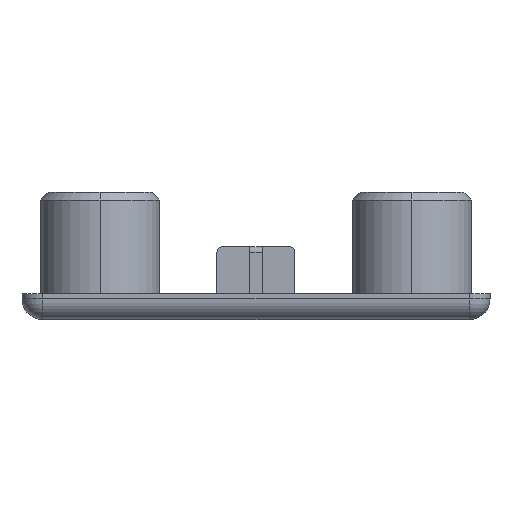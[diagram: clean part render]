
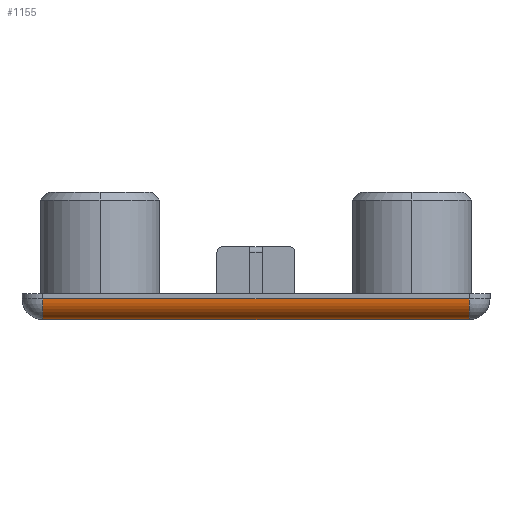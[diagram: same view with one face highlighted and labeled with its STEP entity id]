
A CAD part, left-side view. The second image highlights one B-rep face of the part: STEP entity #1155.
In plain terms, the highlighted cylindrical face has radius 2 mm (diameter 4 mm), a partial arc.
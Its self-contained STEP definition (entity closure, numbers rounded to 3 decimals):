
#43 = EDGE_CURVE ( 'NONE', #330, #2356, #466, .T. ) ;
#50 = ORIENTED_EDGE ( 'NONE', *, *, #1678, .T. ) ;
#67 = DIRECTION ( 'NONE',  ( 0., 0., 1. ) ) ;
#83 = CYLINDRICAL_SURFACE ( 'NONE', #1108, 2. ) ;
#121 = DIRECTION ( 'NONE',  ( 0., 0., -1. ) ) ;
#164 = CARTESIAN_POINT ( 'NONE',  ( -43., 22.5, 0. ) ) ;
#188 = CARTESIAN_POINT ( 'NONE',  ( -43., 20.5, 0. ) ) ;
#330 = VERTEX_POINT ( 'NONE', #815 ) ;
#426 = VECTOR ( 'NONE', #2066, 1000. ) ;
#465 = DIRECTION ( 'NONE',  ( 0., -1., 0. ) ) ;
#466 = CIRCLE ( 'NONE', #2037, 2. ) ;
#484 = CARTESIAN_POINT ( 'NONE',  ( -43., -20.5, 0. ) ) ;
#520 = VERTEX_POINT ( 'NONE', #1331 ) ;
#578 = ORIENTED_EDGE ( 'NONE', *, *, #43, .F. ) ;
#624 = EDGE_CURVE ( 'NONE', #520, #330, #2266, .T. ) ;
#796 = EDGE_LOOP ( 'NONE', ( #50, #2176, #578, #1796 ) ) ;
#815 = CARTESIAN_POINT ( 'NONE',  ( -45., -20.5, 2. ) ) ;
#957 = VERTEX_POINT ( 'NONE', #188 ) ;
#1036 = DIRECTION ( 'NONE',  ( 0., 0., -1. ) ) ;
#1043 = VECTOR ( 'NONE', #1910, 1000. ) ;
#1048 = CARTESIAN_POINT ( 'NONE',  ( -43., -20.5, 2. ) ) ;
#1104 = FACE_OUTER_BOUND ( 'NONE', #796, .T. ) ;
#1108 = AXIS2_PLACEMENT_3D ( 'NONE', #2453, #2465, #121 ) ;
#1155 = ADVANCED_FACE ( 'NONE', ( #1104 ), #83, .T. ) ;
#1272 = CARTESIAN_POINT ( 'NONE',  ( -45., -22.5, 2. ) ) ;
#1331 = CARTESIAN_POINT ( 'NONE',  ( -45., 20.5, 2. ) ) ;
#1669 = DIRECTION ( 'NONE',  ( 0., -1., 0. ) ) ;
#1678 = EDGE_CURVE ( 'NONE', #520, #957, #1789, .T. ) ;
#1789 = CIRCLE ( 'NONE', #2031, 2. ) ;
#1796 = ORIENTED_EDGE ( 'NONE', *, *, #624, .F. ) ;
#1910 = DIRECTION ( 'NONE',  ( 0., 1., 0. ) ) ;
#2031 = AXIS2_PLACEMENT_3D ( 'NONE', #2199, #465, #67 ) ;
#2037 = AXIS2_PLACEMENT_3D ( 'NONE', #1048, #1669, #1036 ) ;
#2066 = DIRECTION ( 'NONE',  ( 0., -1., 0. ) ) ;
#2093 = LINE ( 'NONE', #164, #1043 ) ;
#2146 = EDGE_CURVE ( 'NONE', #2356, #957, #2093, .T. ) ;
#2176 = ORIENTED_EDGE ( 'NONE', *, *, #2146, .F. ) ;
#2199 = CARTESIAN_POINT ( 'NONE',  ( -43., 20.5, 2. ) ) ;
#2266 = LINE ( 'NONE', #1272, #426 ) ;
#2356 = VERTEX_POINT ( 'NONE', #484 ) ;
#2453 = CARTESIAN_POINT ( 'NONE',  ( -43., -22.5, 2. ) ) ;
#2465 = DIRECTION ( 'NONE',  ( 0., -1., 0. ) ) ;
